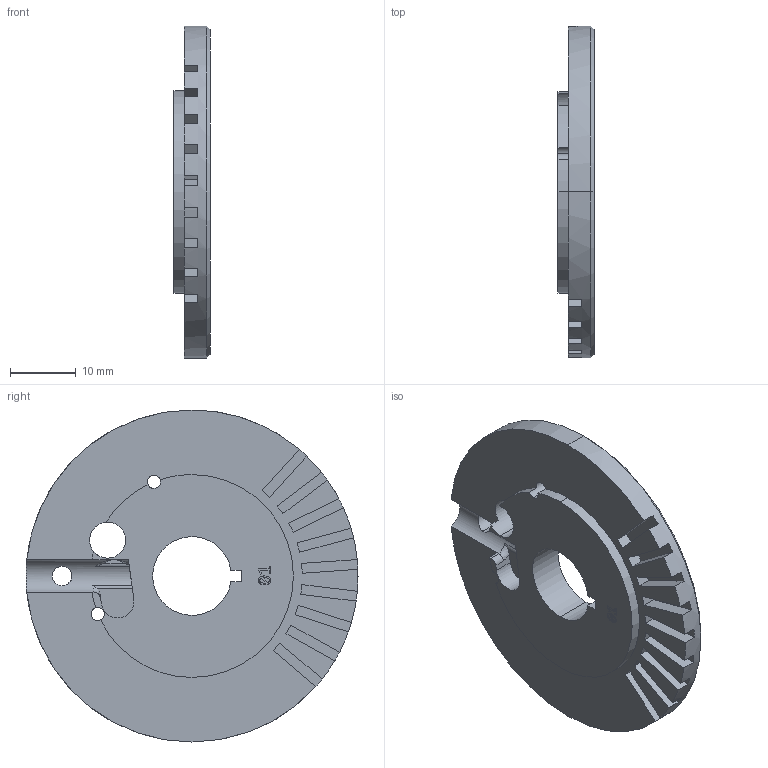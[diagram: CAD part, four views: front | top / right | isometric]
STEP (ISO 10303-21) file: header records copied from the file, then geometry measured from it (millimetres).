
FILE_DESCRIPTION (( 'STEP AP214' ), '1' );
FILE_NAME ('Drum - Disc 01.STEP', '2025-07-06T08:34:53', ( '' ), ( '' ), 'SwSTEP 2.0', 'SolidWorks 2025', '' );
FILE_SCHEMA (( 'AUTOMOTIVE_DESIGN' ));
Length unit declared in the file: millimetre
Products named in the file (1): Drum - Disc 01
Bounding box: 5.5 x 50.65 x 50.65 mm (x, y, z)
Volume: 7786.1 mm3; surface area: 5205.1 mm2
Topology: 1 solids, 1 shells, 115 faces, 327 edges, 215 vertices
Faces by surface type: plane 65, cylinder 29, bspline 19, cone 2
Entity records: 4816 total; most frequent: CARTESIAN_POINT 1896, ORIENTED_EDGE 654, DIRECTION 526, EDGE_CURVE 327, VERTEX_POINT 215, LINE 196, VECTOR 196, AXIS2_PLACEMENT_3D 165
